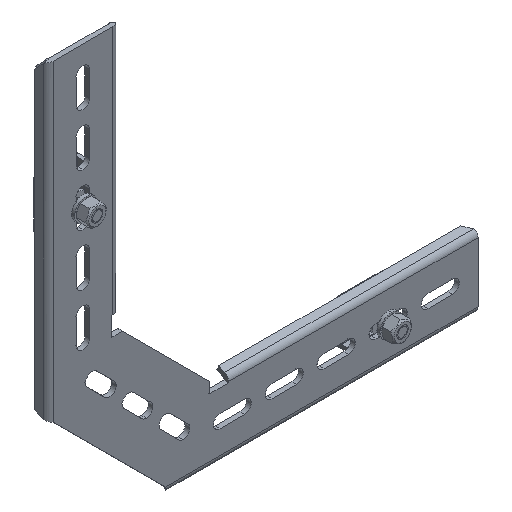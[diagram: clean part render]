
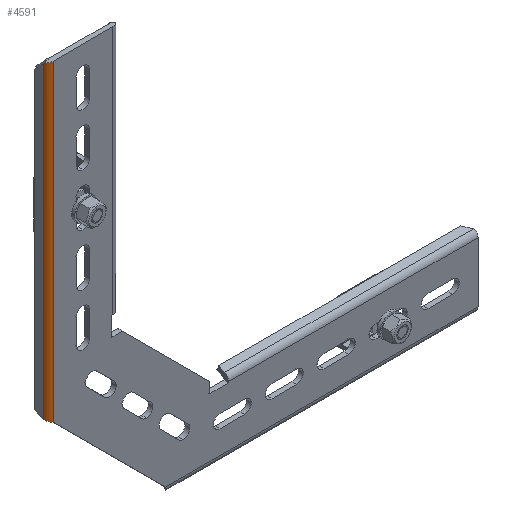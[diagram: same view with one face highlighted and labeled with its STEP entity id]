
A CAD part, isometric view. The second image highlights one B-rep face of the part: STEP entity #4591.
In plain terms, the highlighted cylindrical face has radius 3.5 mm (diameter 7 mm), a partial arc.
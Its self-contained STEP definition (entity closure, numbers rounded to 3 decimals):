
#2008=CARTESIAN_POINT('',(-15.825,-1.743,229.5));
#2009=DIRECTION('',(0.,0.,1.));
#2010=DIRECTION('',(-0.761,-0.648,0.));
#2011=AXIS2_PLACEMENT_3D('',#2008,#2009,#2010);
#2740=DIRECTION('',(0.,0.,1.));
#2741=VECTOR('',#2740,165.427);
#2742=CARTESIAN_POINT('',(-15.825,-5.243,
64.073));
#2743=LINE('',#2742,#2741);
#2744=CARTESIAN_POINT('',(-18.997,-3.223,
65.945));
#2745=CARTESIAN_POINT('',(-18.962,-3.298,
65.906));
#2746=CARTESIAN_POINT('',(-18.887,-3.445,
65.828));
#2747=CARTESIAN_POINT('',(-18.78,-3.622,
65.731));
#2748=CARTESIAN_POINT('',(-18.688,-3.759,
65.653));
#2749=CARTESIAN_POINT('',(-18.59,-3.893,
65.575));
#2750=CARTESIAN_POINT('',(-18.459,-4.053,
65.477));
#2751=CARTESIAN_POINT('',(-18.289,-4.234,
65.36));
#2752=CARTESIAN_POINT('',(-18.106,-4.402,
65.243));
#2753=CARTESIAN_POINT('',(-17.912,-4.557,
65.126));
#2754=CARTESIAN_POINT('',(-17.707,-4.698,
65.009));
#2755=CARTESIAN_POINT('',(-17.493,-4.824,
64.892));
#2756=CARTESIAN_POINT('',(-17.271,-4.934,
64.775));
#2757=CARTESIAN_POINT('',(-17.041,-5.029,
64.658));
#2758=CARTESIAN_POINT('',(-16.805,-5.107,
64.541));
#2759=CARTESIAN_POINT('',(-16.605,-5.158,
64.444));
#2760=CARTESIAN_POINT('',(-16.443,-5.19,
64.366));
#2761=CARTESIAN_POINT('',(-16.279,-5.216,
64.288));
#2762=CARTESIAN_POINT('',(-16.073,-5.238,
64.19));
#2763=CARTESIAN_POINT('',(-15.908,-5.243,
64.112));
#2764=CARTESIAN_POINT('',(-15.825,-5.243,
64.073));
#2766=DIRECTION('',(0.,0.,-1.));
#2767=VECTOR('',#2766,163.111);
#2768=CARTESIAN_POINT('',(-18.997,-3.223,
229.056));
#2769=LINE('',#2768,#2767);
#2770=CARTESIAN_POINT('',(-18.49,-4.013,229.5));
#2771=CARTESIAN_POINT('',(-18.515,-3.983,
229.481));
#2772=CARTESIAN_POINT('',(-18.565,-3.923,
229.444));
#2773=CARTESIAN_POINT('',(-18.661,-3.798,
229.37));
#2774=CARTESIAN_POINT('',(-18.773,-3.637,
229.278));
#2775=CARTESIAN_POINT('',(-18.873,-3.468,
229.185));
#2776=CARTESIAN_POINT('',(-18.947,-3.329,
229.111));
#2777=CARTESIAN_POINT('',(-18.981,-3.258,
229.074));
#2778=CARTESIAN_POINT('',(-18.997,-3.223,
229.056));
#3438=CARTESIAN_POINT('',(-15.825,-5.243,229.5));
#3440=VERTEX_POINT('',#3438);
#3441=CARTESIAN_POINT('',(-18.49,-4.013,229.5));
#3442=VERTEX_POINT('',#3441);
#3611=CARTESIAN_POINT('',(-15.825,-5.243,
64.073));
#3612=VERTEX_POINT('',#3611);
#3646=VERTEX_POINT('',#2744);
#3647=CARTESIAN_POINT('',(-18.997,-3.223,
229.056));
#3648=VERTEX_POINT('',#3647);
#4577=CARTESIAN_POINT('',(-15.825,-1.743,174.5));
#4578=DIRECTION('',(0.,0.,1.));
#4579=DIRECTION('',(1.,0.,0.));
#4580=AXIS2_PLACEMENT_3D('',#4577,#4578,#4579);
#4581=CYLINDRICAL_SURFACE('',#4580,3.5);
#4582=ORIENTED_EDGE('',*,*,#3929,.F.);
#4583=ORIENTED_EDGE('',*,*,#4563,.F.);
#4585=ORIENTED_EDGE('',*,*,#4584,.F.);
#4587=ORIENTED_EDGE('',*,*,#4586,.F.);
#4588=ORIENTED_EDGE('',*,*,#3853,.T.);
#4589=EDGE_LOOP('',(#4582,#4583,#4585,#4587,#4588));
#4590=FACE_OUTER_BOUND('',#4589,.F.);
#4591=ADVANCED_FACE('',(#4590),#4581,.T.);
#2012=CIRCLE('',#2011,3.5);
#2765=B_SPLINE_CURVE_WITH_KNOTS('',3,(#2744,#2745,#2746,#2747,#2748,#2749,#2750,
#2751,#2752,#2753,#2754,#2755,#2756,#2757,#2758,#2759,#2760,#2761,#2762,#2763,
#2764),.UNSPECIFIED.,.F.,.F.,(4,1,1,1,1,1,1,1,1,1,1,1,1,1,1,1,1,1,4),(0.,
0.063,0.125,0.156,0.188,
0.25,0.313,0.375,0.438,
0.5,0.562,0.625,0.687,
0.75,0.812,0.844,0.875,
0.937,1.),.UNSPECIFIED.);
#2779=B_SPLINE_CURVE_WITH_KNOTS('',3,(#2770,#2771,#2772,#2773,#2774,#2775,#2776,
#2777,#2778),.UNSPECIFIED.,.F.,.F.,(4,1,1,1,1,1,4),(0.,0.125,
0.25,0.5,0.75,0.875,1.),
.UNSPECIFIED.);
#3853=EDGE_CURVE('',#3442,#3440,#2012,.T.);
#3929=EDGE_CURVE('',#3612,#3440,#2743,.T.);
#4563=EDGE_CURVE('',#3646,#3612,#2765,.T.);
#4584=EDGE_CURVE('',#3648,#3646,#2769,.T.);
#4586=EDGE_CURVE('',#3442,#3648,#2779,.T.);
